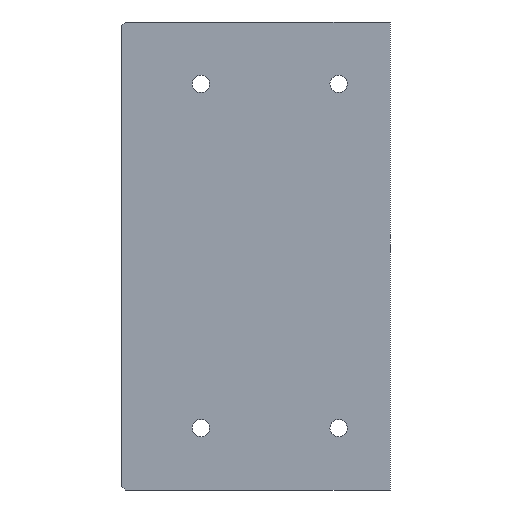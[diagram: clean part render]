
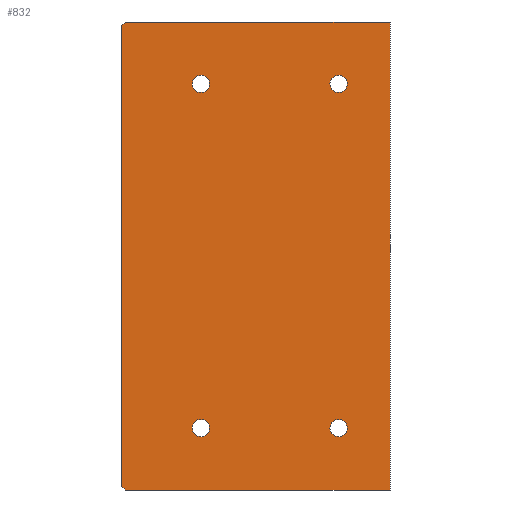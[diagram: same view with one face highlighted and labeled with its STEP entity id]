
A CAD part, front view. The second image highlights one B-rep face of the part: STEP entity #832.
In plain terms, the highlighted planar face has unit normal (0, -1, 0).
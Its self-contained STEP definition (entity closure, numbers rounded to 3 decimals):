
#25 = DIRECTION ( 'NONE',  ( 1., 0., 0. ) ) ;
#34 = CARTESIAN_POINT ( 'NONE',  ( 11.5, 0., 59. ) ) ;
#51 = ORIENTED_EDGE ( 'NONE', *, *, #213, .T. ) ;
#86 = VERTEX_POINT ( 'NONE', #409 ) ;
#89 = CARTESIAN_POINT ( 'NONE',  ( 39., 0., 0. ) ) ;
#96 = ORIENTED_EDGE ( 'NONE', *, *, #1525, .T. ) ;
#99 = FACE_BOUND ( 'NONE', #1350, .T. ) ;
#110 = VERTEX_POINT ( 'NONE', #1320 ) ;
#126 = EDGE_LOOP ( 'NONE', ( #483, #1547 ) ) ;
#147 = EDGE_LOOP ( 'NONE', ( #1621, #1057 ) ) ;
#156 = DIRECTION ( 'NONE',  ( 0., 1., 0. ) ) ;
#158 = VERTEX_POINT ( 'NONE', #1307 ) ;
#168 = DIRECTION ( 'NONE',  ( 0., 1., 0. ) ) ;
#182 = VERTEX_POINT ( 'NONE', #597 ) ;
#195 = CARTESIAN_POINT ( 'NONE',  ( 11.5, 0., 7.75 ) ) ;
#204 = DIRECTION ( 'NONE',  ( 0., 1., 0. ) ) ;
#210 = VERTEX_POINT ( 'NONE', #1332 ) ;
#213 = EDGE_CURVE ( 'NONE', #1225, #1252, #453, .T. ) ;
#218 = FACE_BOUND ( 'NONE', #508, .T. ) ;
#228 = ORIENTED_EDGE ( 'NONE', *, *, #1061, .F. ) ;
#238 = FACE_BOUND ( 'NONE', #147, .T. ) ;
#251 = CARTESIAN_POINT ( 'NONE',  ( 11.5, 0., 10.25 ) ) ;
#257 = CIRCLE ( 'NONE', #1511, 1.25 ) ;
#277 = CARTESIAN_POINT ( 'NONE',  ( 0., 0., 68. ) ) ;
#284 = ORIENTED_EDGE ( 'NONE', *, *, #1014, .T. ) ;
#294 = CIRCLE ( 'NONE', #1557, 1.25 ) ;
#310 = CARTESIAN_POINT ( 'NONE',  ( 31.5, 0., 57.75 ) ) ;
#343 = ORIENTED_EDGE ( 'NONE', *, *, #540, .T. ) ;
#366 = DIRECTION ( 'NONE',  ( 0., 1., 0. ) ) ;
#381 = ORIENTED_EDGE ( 'NONE', *, *, #867, .T. ) ;
#388 = CARTESIAN_POINT ( 'NONE',  ( 0., 0., 0.5 ) ) ;
#391 = CARTESIAN_POINT ( 'NONE',  ( 11.5, 0., 9. ) ) ;
#408 = AXIS2_PLACEMENT_3D ( 'NONE', #391, #156, #1408 ) ;
#409 = CARTESIAN_POINT ( 'NONE',  ( 11.5, 0., 60.25 ) ) ;
#427 = CARTESIAN_POINT ( 'NONE',  ( 0., 0., 0.5 ) ) ;
#428 = CIRCLE ( 'NONE', #1044, 1.25 ) ;
#429 = EDGE_CURVE ( 'NONE', #624, #1252, #656, .T. ) ;
#445 = AXIS2_PLACEMENT_3D ( 'NONE', #1388, #636, #1129 ) ;
#453 = LINE ( 'NONE', #838, #890 ) ;
#456 = CARTESIAN_POINT ( 'NONE',  ( 31.5, 0., 59. ) ) ;
#483 = ORIENTED_EDGE ( 'NONE', *, *, #496, .T. ) ;
#496 = EDGE_CURVE ( 'NONE', #182, #626, #1240, .T. ) ;
#508 = EDGE_LOOP ( 'NONE', ( #381, #343 ) ) ;
#513 = VECTOR ( 'NONE', #1001, 1000. ) ;
#540 = EDGE_CURVE ( 'NONE', #1352, #86, #1449, .T. ) ;
#579 = FACE_BOUND ( 'NONE', #126, .T. ) ;
#597 = CARTESIAN_POINT ( 'NONE',  ( 31.5, 0., 60.25 ) ) ;
#613 = EDGE_CURVE ( 'NONE', #210, #158, #428, .T. ) ;
#624 = VERTEX_POINT ( 'NONE', #820 ) ;
#626 = VERTEX_POINT ( 'NONE', #310 ) ;
#633 = DIRECTION ( 'NONE',  ( 0., 0., 1. ) ) ;
#636 = DIRECTION ( 'NONE',  ( 0., 1., 0. ) ) ;
#639 = DIRECTION ( 'NONE',  ( 0.707, 0., -0.707 ) ) ;
#644 = DIRECTION ( 'NONE',  ( 0., 0., -1. ) ) ;
#656 = LINE ( 'NONE', #1640, #1182 ) ;
#662 = ORIENTED_EDGE ( 'NONE', *, *, #1335, .T. ) ;
#677 = CARTESIAN_POINT ( 'NONE',  ( 0., 0., 68. ) ) ;
#685 = VERTEX_POINT ( 'NONE', #195 ) ;
#702 = CARTESIAN_POINT ( 'NONE',  ( 31.5, 0., 9. ) ) ;
#734 = LINE ( 'NONE', #277, #1418 ) ;
#741 = DIRECTION ( 'NONE',  ( 0., 0., 1. ) ) ;
#748 = AXIS2_PLACEMENT_3D ( 'NONE', #754, #888, #633 ) ;
#754 = CARTESIAN_POINT ( 'NONE',  ( 31.5, 0., 59. ) ) ;
#756 = EDGE_CURVE ( 'NONE', #626, #182, #1274, .T. ) ;
#813 = CIRCLE ( 'NONE', #408, 1.25 ) ;
#820 = CARTESIAN_POINT ( 'NONE',  ( 39., 0., 68. ) ) ;
#831 = VECTOR ( 'NONE', #1193, 1000. ) ;
#832 = ADVANCED_FACE ( 'NONE', ( #579, #218, #99, #238, #1063 ), #871, .F. ) ;
#838 = CARTESIAN_POINT ( 'NONE',  ( 0., 0., 0. ) ) ;
#859 = EDGE_CURVE ( 'NONE', #110, #862, #1553, .T. ) ;
#862 = VERTEX_POINT ( 'NONE', #1374 ) ;
#867 = EDGE_CURVE ( 'NONE', #86, #1352, #257, .T. ) ;
#871 = PLANE ( 'NONE',  #445 ) ;
#888 = DIRECTION ( 'NONE',  ( 0., 1., 0. ) ) ;
#890 = VECTOR ( 'NONE', #954, 1000. ) ;
#898 = ORIENTED_EDGE ( 'NONE', *, *, #1195, .T. ) ;
#935 = AXIS2_PLACEMENT_3D ( 'NONE', #34, #366, #1164 ) ;
#954 = DIRECTION ( 'NONE',  ( 1., 0., 0. ) ) ;
#1001 = DIRECTION ( 'NONE',  ( -0.707, 0., -0.707 ) ) ;
#1008 = DIRECTION ( 'NONE',  ( 0., 1., 0. ) ) ;
#1010 = DIRECTION ( 'NONE',  ( 0., 1., 0. ) ) ;
#1014 = EDGE_CURVE ( 'NONE', #1462, #685, #813, .T. ) ;
#1044 = AXIS2_PLACEMENT_3D ( 'NONE', #702, #168, #1572 ) ;
#1057 = ORIENTED_EDGE ( 'NONE', *, *, #613, .T. ) ;
#1061 = EDGE_CURVE ( 'NONE', #110, #624, #734, .T. ) ;
#1063 = FACE_OUTER_BOUND ( 'NONE', #1223, .T. ) ;
#1122 = LINE ( 'NONE', #677, #831 ) ;
#1128 = VERTEX_POINT ( 'NONE', #427 ) ;
#1129 = DIRECTION ( 'NONE',  ( 0., 0., 1. ) ) ;
#1132 = DIRECTION ( 'NONE',  ( 0., 0., 1. ) ) ;
#1136 = AXIS2_PLACEMENT_3D ( 'NONE', #1144, #1010, #1132 ) ;
#1144 = CARTESIAN_POINT ( 'NONE',  ( 31.5, 0., 9. ) ) ;
#1164 = DIRECTION ( 'NONE',  ( 0., 0., 1. ) ) ;
#1182 = VECTOR ( 'NONE', #644, 1000. ) ;
#1193 = DIRECTION ( 'NONE',  ( 0., 0., -1. ) ) ;
#1195 = EDGE_CURVE ( 'NONE', #862, #1128, #1122, .T. ) ;
#1211 = CARTESIAN_POINT ( 'NONE',  ( 0.5, 0., 0. ) ) ;
#1221 = CARTESIAN_POINT ( 'NONE',  ( 11.5, 0., 9. ) ) ;
#1223 = EDGE_LOOP ( 'NONE', ( #228, #1484, #898, #96, #51, #1508 ) ) ;
#1225 = VERTEX_POINT ( 'NONE', #1211 ) ;
#1232 = CIRCLE ( 'NONE', #1136, 1.25 ) ;
#1240 = CIRCLE ( 'NONE', #748, 1.25 ) ;
#1252 = VERTEX_POINT ( 'NONE', #89 ) ;
#1274 = CIRCLE ( 'NONE', #1411, 1.25 ) ;
#1290 = LINE ( 'NONE', #388, #1316 ) ;
#1307 = CARTESIAN_POINT ( 'NONE',  ( 31.5, 0., 10.25 ) ) ;
#1316 = VECTOR ( 'NONE', #639, 1000. ) ;
#1320 = CARTESIAN_POINT ( 'NONE',  ( 0.5, 0., 68. ) ) ;
#1332 = CARTESIAN_POINT ( 'NONE',  ( 31.5, 0., 7.75 ) ) ;
#1335 = EDGE_CURVE ( 'NONE', #685, #1462, #294, .T. ) ;
#1350 = EDGE_LOOP ( 'NONE', ( #284, #662 ) ) ;
#1352 = VERTEX_POINT ( 'NONE', #1355 ) ;
#1355 = CARTESIAN_POINT ( 'NONE',  ( 11.5, 0., 57.75 ) ) ;
#1365 = DIRECTION ( 'NONE',  ( 0., 1., 0. ) ) ;
#1374 = CARTESIAN_POINT ( 'NONE',  ( 0., 0., 67.5 ) ) ;
#1388 = CARTESIAN_POINT ( 'NONE',  ( 0., 0., 68. ) ) ;
#1395 = CARTESIAN_POINT ( 'NONE',  ( 0.5, 0., 68. ) ) ;
#1408 = DIRECTION ( 'NONE',  ( 0., 0., 1. ) ) ;
#1411 = AXIS2_PLACEMENT_3D ( 'NONE', #456, #204, #1472 ) ;
#1418 = VECTOR ( 'NONE', #25, 1000. ) ;
#1449 = CIRCLE ( 'NONE', #935, 1.25 ) ;
#1461 = EDGE_CURVE ( 'NONE', #158, #210, #1232, .T. ) ;
#1462 = VERTEX_POINT ( 'NONE', #251 ) ;
#1472 = DIRECTION ( 'NONE',  ( 0., 0., 1. ) ) ;
#1484 = ORIENTED_EDGE ( 'NONE', *, *, #859, .T. ) ;
#1508 = ORIENTED_EDGE ( 'NONE', *, *, #429, .F. ) ;
#1511 = AXIS2_PLACEMENT_3D ( 'NONE', #1653, #1008, #1518 ) ;
#1518 = DIRECTION ( 'NONE',  ( 0., 0., 1. ) ) ;
#1525 = EDGE_CURVE ( 'NONE', #1128, #1225, #1290, .T. ) ;
#1547 = ORIENTED_EDGE ( 'NONE', *, *, #756, .T. ) ;
#1553 = LINE ( 'NONE', #1395, #513 ) ;
#1557 = AXIS2_PLACEMENT_3D ( 'NONE', #1221, #1365, #741 ) ;
#1572 = DIRECTION ( 'NONE',  ( 0., 0., 1. ) ) ;
#1621 = ORIENTED_EDGE ( 'NONE', *, *, #1461, .T. ) ;
#1640 = CARTESIAN_POINT ( 'NONE',  ( 39., 0., 68. ) ) ;
#1653 = CARTESIAN_POINT ( 'NONE',  ( 11.5, 0., 59. ) ) ;
